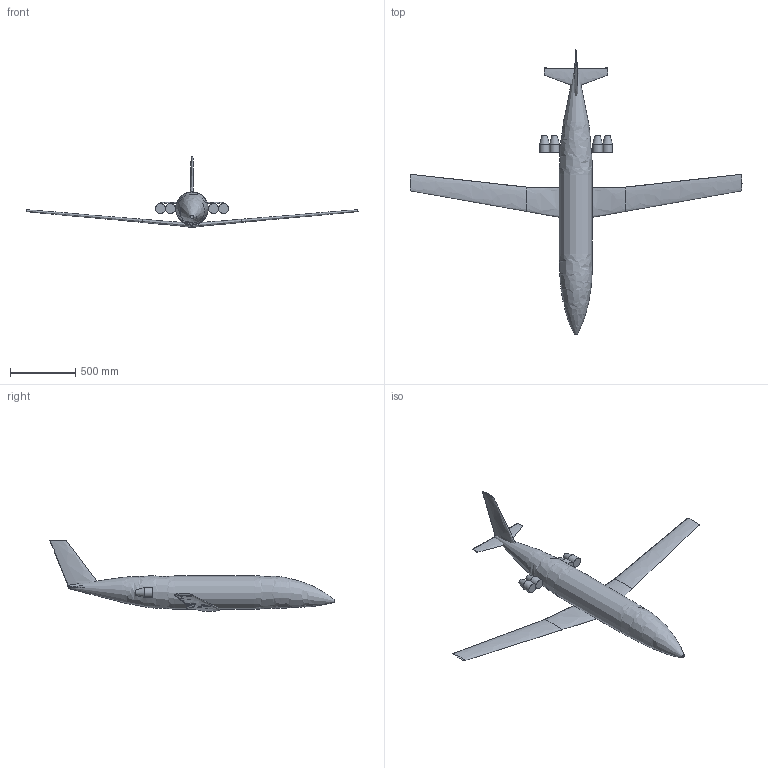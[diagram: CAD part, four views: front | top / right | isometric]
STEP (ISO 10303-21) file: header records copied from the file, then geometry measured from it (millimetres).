
FILE_DESCRIPTION ((), '1');
FILE_NAME ('G50534', '2015-05-27T01:33:05', ('Unknown'), ('Unknown'), 'HarmonyWare STEP v1.9.13', 'HarmonyWare Translators', '');
FILE_SCHEMA (('CONFIG_CONTROL_DESIGN'));
Length unit declared in the file: inch
Products named in the file (100): NONE
Assembly tree (99 placements, depth 2):
  NONE
    NONE
    NONE
    NONE
    NONE
    NONE
    NONE
    NONE
    NONE
    NONE
    NONE
    NONE
    NONE
    NONE
    NONE
    NONE
    NONE
    NONE
    NONE
    NONE
    NONE
    NONE
    NONE
    NONE
    NONE
    NONE
    NONE
    NONE
    NONE
    NONE
    NONE
    NONE
    NONE
    NONE
    NONE
    NONE
    NONE
    NONE
    NONE
    NONE
    NONE
    NONE
    NONE
    NONE
    NONE
    NONE
    NONE
    NONE
    NONE
    NONE
    NONE
    NONE
    NONE
    NONE
    NONE
    NONE
    NONE
    NONE
    NONE
    NONE
Bounding box: 2541.44 x 2174.43 x 541.94 mm (x, y, z)
Volume: 1847176.4 mm3; surface area: 2578753.2 mm2
Topology: 4 solids, 4 shells, 26 faces, 135 edges, 181 vertices
Faces by surface type: bspline 26
Entity records: 17305 total; most frequent: CARTESIAN_POINT 2754, PERSON 998, ORGANIZATION 998, PERSON_AND_ORGANIZATION 998, CALENDAR_DATE 698, COORDINATED_UNIVERSAL_TIME_OFFSET 698, LOCAL_TIME 698, DATE_AND_TIME 698
